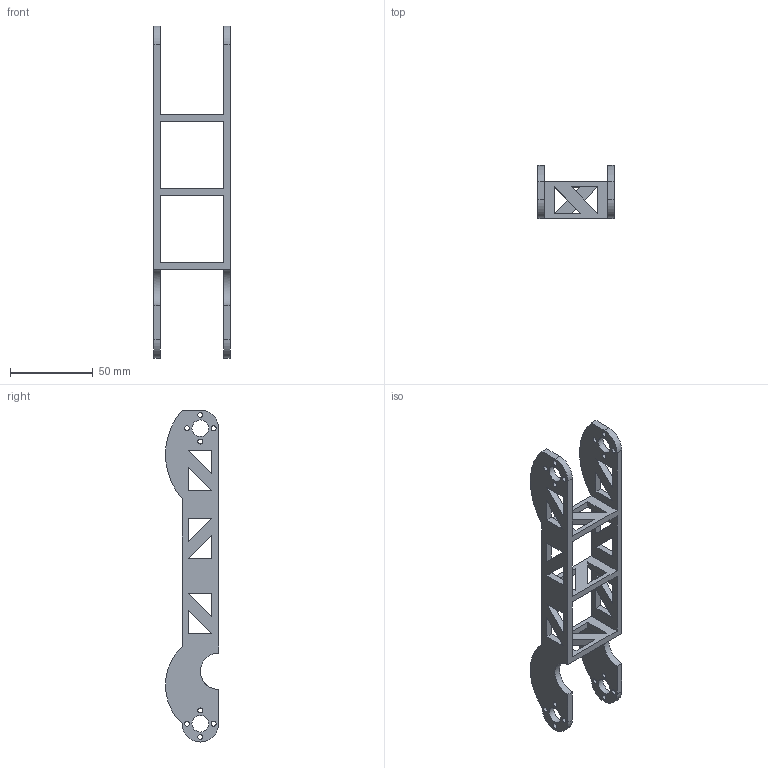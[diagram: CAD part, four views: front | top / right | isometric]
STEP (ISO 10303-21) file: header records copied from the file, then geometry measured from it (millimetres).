
FILE_DESCRIPTION(/* description */ (''),/* implementation_level */ '2;1');
FILE_NAME(/* name */ 'SeminarLinkRR.step',/* time_stamp */ '2025-05-16T09:32:53+02:00',/* author */ (''),/* organization */ (''),/* preprocessor_version */ 'ST-DEVELOPER v20.1',/* originating_system */ 'Autodesk Translation Framework v14.4.0.0',/* authorisation */ '');
FILE_SCHEMA (('AUTOMOTIVE_DESIGN { 1 0 10303 214 3 1 1 }'));
Length unit declared in the file: millimetre
Products named in the file (1): SeminarLinkRR
Bounding box: 46 x 32 x 200 mm (x, y, z)
Volume: 39100.5 mm3; surface area: 28266.2 mm2
Topology: 1 solids, 1 shells, 106 faces, 307 edges, 202 vertices
Faces by surface type: plane 77, cylinder 29
Full cylindrical faces by diameter (mm): 3 x16, 10 x4
Entity records: 3660 total; most frequent: CARTESIAN_POINT 616, ORIENTED_EDGE 614, DIRECTION 581, EDGE_CURVE 307, LINE 247, VECTOR 247, VERTEX_POINT 202, EDGE_LOOP 185
